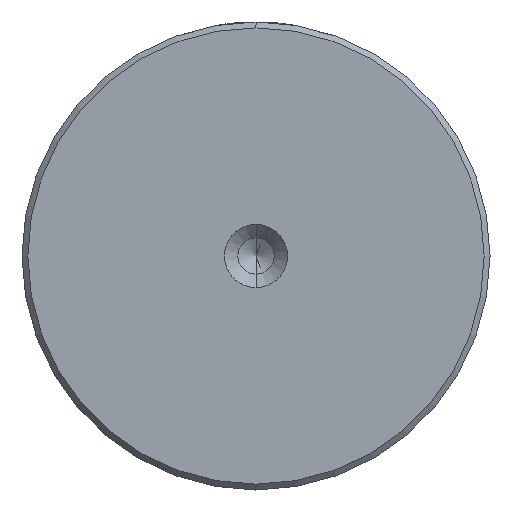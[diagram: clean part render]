
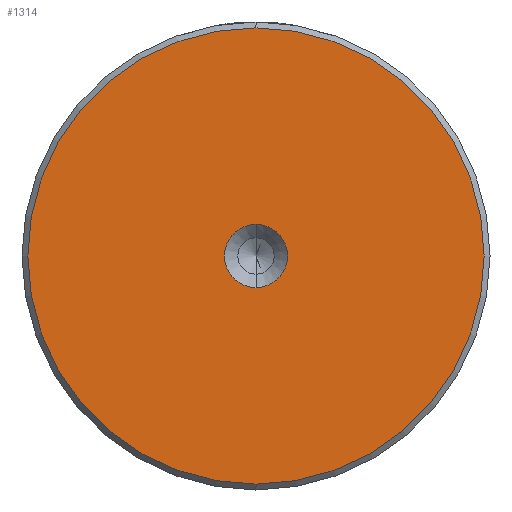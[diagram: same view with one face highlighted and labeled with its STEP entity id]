
A CAD part, left-side view. The second image highlights one B-rep face of the part: STEP entity #1314.
In plain terms, the highlighted planar face has unit normal (-1, 0, 0).
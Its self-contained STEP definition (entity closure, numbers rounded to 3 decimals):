
#1 = DIRECTION ( 'NONE',  ( -1., 0., 0. ) ) ;
#4 = DIRECTION ( 'NONE',  ( 0., 0., 1. ) ) ;
#53 = EDGE_CURVE ( 'NONE', #1286, #673, #1310, .T. ) ;
#100 = VERTEX_POINT ( 'NONE', #167 ) ;
#167 = CARTESIAN_POINT ( 'NONE',  ( 0., 0., 19.5 ) ) ;
#265 = EDGE_LOOP ( 'NONE', ( #882, #986 ) ) ;
#407 = DIRECTION ( 'NONE',  ( 0., 0., 1. ) ) ;
#422 = DIRECTION ( 'NONE',  ( -1., 0., 0. ) ) ;
#461 = CARTESIAN_POINT ( 'NONE',  ( 0., 0., 0. ) ) ;
#504 = CARTESIAN_POINT ( 'NONE',  ( 0., 0., 0. ) ) ;
#576 = DIRECTION ( 'NONE',  ( 0., 0., 1. ) ) ;
#588 = DIRECTION ( 'NONE',  ( -1., 0., 0. ) ) ;
#597 = CARTESIAN_POINT ( 'NONE',  ( 0., 0., 0. ) ) ;
#673 = VERTEX_POINT ( 'NONE', #1454 ) ;
#689 = DIRECTION ( 'NONE',  ( 0., 0., 1. ) ) ;
#737 = VERTEX_POINT ( 'NONE', #1288 ) ;
#773 = EDGE_CURVE ( 'NONE', #737, #100, #2207, .T. ) ;
#882 = ORIENTED_EDGE ( 'NONE', *, *, #773, .T. ) ;
#986 = ORIENTED_EDGE ( 'NONE', *, *, #1220, .T. ) ;
#1077 = EDGE_LOOP ( 'NONE', ( #1281, #2254 ) ) ;
#1140 = CARTESIAN_POINT ( 'NONE',  ( 0., 0., 0. ) ) ;
#1145 = DIRECTION ( 'NONE',  ( -1., 0., 0. ) ) ;
#1220 = EDGE_CURVE ( 'NONE', #100, #737, #1531, .T. ) ;
#1281 = ORIENTED_EDGE ( 'NONE', *, *, #1775, .F. ) ;
#1286 = VERTEX_POINT ( 'NONE', #1716 ) ;
#1288 = CARTESIAN_POINT ( 'NONE',  ( 0., 0., -19.5 ) ) ;
#1310 = CIRCLE ( 'NONE', #2259, 2.7 ) ;
#1314 = ADVANCED_FACE ( 'NONE', ( #1474, #1419 ), #2071, .T. ) ;
#1334 = DIRECTION ( 'NONE',  ( 0., 0., 1. ) ) ;
#1419 = FACE_BOUND ( 'NONE', #1077, .T. ) ;
#1454 = CARTESIAN_POINT ( 'NONE',  ( 0., 0., 2.7 ) ) ;
#1474 = FACE_OUTER_BOUND ( 'NONE', #265, .T. ) ;
#1531 = CIRCLE ( 'NONE', #1680, 19.5 ) ;
#1532 = AXIS2_PLACEMENT_3D ( 'NONE', #2264, #1145, #4 ) ;
#1564 = AXIS2_PLACEMENT_3D ( 'NONE', #504, #1805, #689 ) ;
#1680 = AXIS2_PLACEMENT_3D ( 'NONE', #1140, #1, #1334 ) ;
#1716 = CARTESIAN_POINT ( 'NONE',  ( 0., 0., -2.7 ) ) ;
#1775 = EDGE_CURVE ( 'NONE', #673, #1286, #2291, .T. ) ;
#1805 = DIRECTION ( 'NONE',  ( -1., 0., 0. ) ) ;
#2071 = PLANE ( 'NONE',  #1532 ) ;
#2207 = CIRCLE ( 'NONE', #2270, 19.5 ) ;
#2254 = ORIENTED_EDGE ( 'NONE', *, *, #53, .F. ) ;
#2259 = AXIS2_PLACEMENT_3D ( 'NONE', #461, #422, #407 ) ;
#2264 = CARTESIAN_POINT ( 'NONE',  ( 0., 0., 0. ) ) ;
#2270 = AXIS2_PLACEMENT_3D ( 'NONE', #597, #588, #576 ) ;
#2291 = CIRCLE ( 'NONE', #1564, 2.7 ) ;
